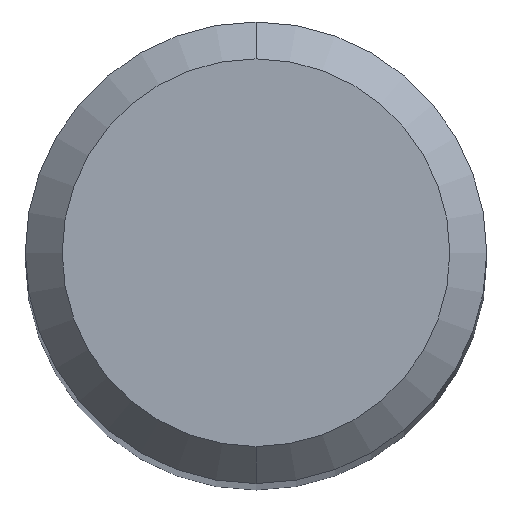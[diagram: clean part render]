
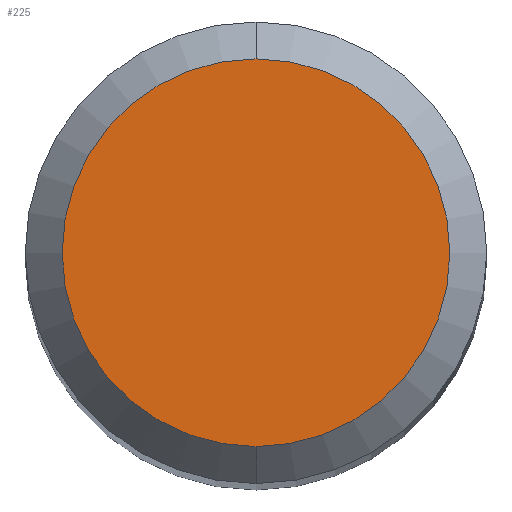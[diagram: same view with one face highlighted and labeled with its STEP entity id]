
A CAD part, top view. The second image highlights one B-rep face of the part: STEP entity #225.
In plain terms, the highlighted planar face has unit normal (0, 0, 1).
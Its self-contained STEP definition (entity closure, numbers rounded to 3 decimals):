
#213=EDGE_CURVE('',#395,#215,#523,.T.);
#215=VERTEX_POINT('',#525);
#225=ADVANCED_FACE('',(#535),#536,.T.);
#395=VERTEX_POINT('',#723);
#401=EDGE_CURVE('',#215,#395,#730,.T.);
#523=CIRCLE('',#892,2.1);
#525=CARTESIAN_POINT('',(0.,-2.1,0.0));
#535=FACE_OUTER_BOUND('',#915,.T.);
#536=PLANE('',#916);
#723=CARTESIAN_POINT('',(0.0,2.1,0.0));
#730=CIRCLE('',#1307,2.1);
#892=AXIS2_PLACEMENT_3D('',#1484,#1485,#1486);
#915=EDGE_LOOP('',(#1493,#1494));
#916=AXIS2_PLACEMENT_3D('',#1495,#1496,#1497);
#1307=AXIS2_PLACEMENT_3D('',#1711,#1712,#1713);
#1484=CARTESIAN_POINT('',(0.0,0.0,0.0));
#1485=DIRECTION('',(0.0,0.0,-1.0));
#1486=DIRECTION('',(0.0,1.0,0.0));
#1493=ORIENTED_EDGE('',*,*,#213,.F.);
#1494=ORIENTED_EDGE('',*,*,#401,.F.);
#1495=CARTESIAN_POINT('',(0.0,1.05,0.0));
#1496=DIRECTION('',(-0.0,0.0,1.0));
#1497=DIRECTION('',(0.0,-1.0,0.0));
#1711=CARTESIAN_POINT('',(0.0,0.0,0.0));
#1712=DIRECTION('',(0.0,0.0,-1.0));
#1713=DIRECTION('',(0.0,1.0,0.0));
